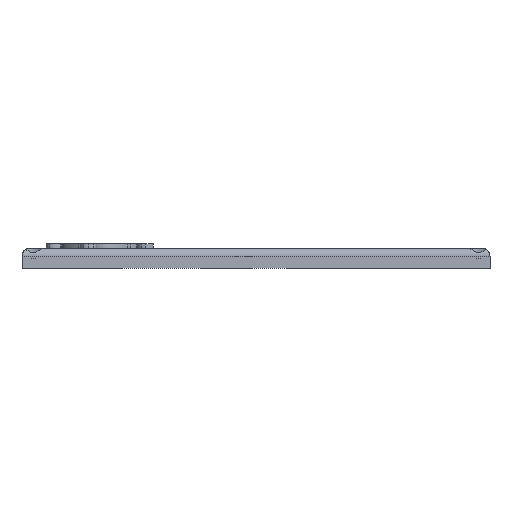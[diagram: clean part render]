
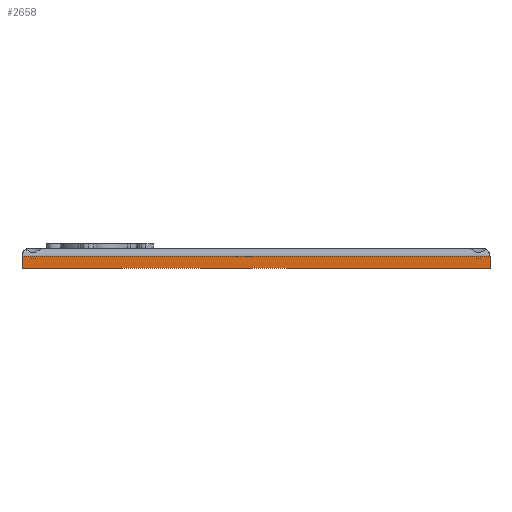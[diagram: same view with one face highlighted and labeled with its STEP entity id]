
A CAD part, front view. The second image highlights one B-rep face of the part: STEP entity #2658.
In plain terms, the highlighted planar face has unit normal (0, -1, 0).
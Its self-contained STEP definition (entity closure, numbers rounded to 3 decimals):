
#276=PLANE('',#2832);
#428=FACE_OUTER_BOUND('',#596,.T.);
#596=EDGE_LOOP('',(#2405,#2406,#2407,#2408));
#734=LINE('',#4756,#940);
#744=LINE('',#4789,#950);
#807=LINE('',#4955,#1013);
#808=LINE('',#4956,#1014);
#940=VECTOR('',#3116,10.);
#950=VECTOR('',#3156,10.);
#1013=VECTOR('',#3345,10.);
#1014=VECTOR('',#3346,10.);
#1097=VERTEX_POINT('',#3568);
#1258=VERTEX_POINT('',#4750);
#1267=VERTEX_POINT('',#4788);
#1307=VERTEX_POINT('',#4954);
#1588=EDGE_CURVE('',#1097,#1258,#734,.T.);
#1604=EDGE_CURVE('',#1267,#1258,#744,.T.);
#1687=EDGE_CURVE('',#1307,#1097,#807,.T.);
#1688=EDGE_CURVE('',#1267,#1307,#808,.T.);
#2405=ORIENTED_EDGE('',*,*,#1588,.F.);
#2406=ORIENTED_EDGE('',*,*,#1687,.F.);
#2407=ORIENTED_EDGE('',*,*,#1688,.F.);
#2408=ORIENTED_EDGE('',*,*,#1604,.T.);
#2658=ADVANCED_FACE('',(#428),#276,.T.);
#2832=AXIS2_PLACEMENT_3D('',#4953,#3343,#3344);
#3116=DIRECTION('',(1.,0.,0.));
#3156=DIRECTION('',(0.,0.,1.));
#3343=DIRECTION('center_axis',(0.,-1.,0.));
#3344=DIRECTION('ref_axis',(1.,0.,0.));
#3345=DIRECTION('',(0.,0.,1.));
#3346=DIRECTION('',(-1.,0.,0.));
#3568=CARTESIAN_POINT('',(-4.,-4.,17.5));
#4750=CARTESIAN_POINT('',(90.,-4.,17.5));
#4756=CARTESIAN_POINT('',(19.5,-4.,17.5));
#4788=CARTESIAN_POINT('',(90.,-4.,15.));
#4789=CARTESIAN_POINT('',(90.,-4.,15.));
#4953=CARTESIAN_POINT('Origin',(-4.,-4.,15.));
#4954=CARTESIAN_POINT('',(-4.,-4.,15.));
#4955=CARTESIAN_POINT('',(-4.,-4.,15.));
#4956=CARTESIAN_POINT('',(90.,-4.,15.));
